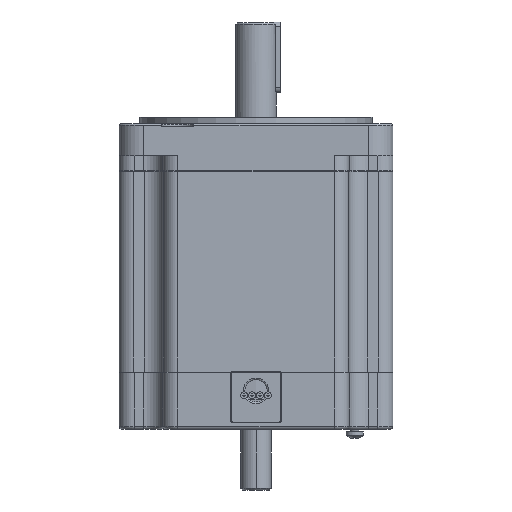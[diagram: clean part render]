
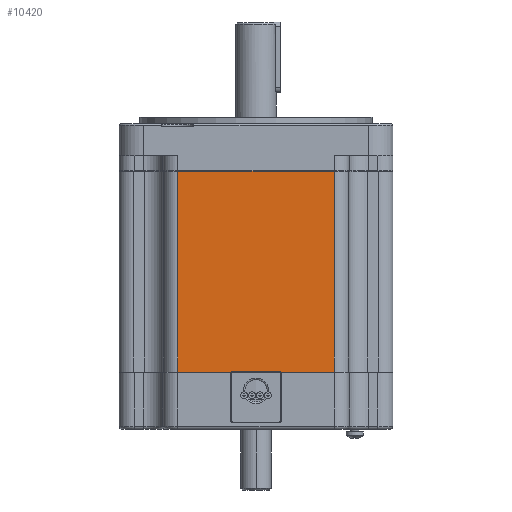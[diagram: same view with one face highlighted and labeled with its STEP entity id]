
A CAD part, front view. The second image highlights one B-rep face of the part: STEP entity #10420.
In plain terms, the highlighted planar face has unit normal (0, -1, 0).
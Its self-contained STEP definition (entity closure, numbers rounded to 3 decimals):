
#36=DIRECTION('',(1.,0.,0.));
#37=VECTOR('',#36,49.1);
#38=CARTESIAN_POINT('',(-24.55,-43.,63.));
#39=LINE('',#38,#37);
#1247=DIRECTION('',(1.,0.,0.));
#1248=VECTOR('',#1247,49.1);
#1249=CARTESIAN_POINT('',(-24.55,-43.,0.));
#1250=LINE('',#1249,#1248);
#2449=DIRECTION('',(0.,0.,1.));
#2450=VECTOR('',#2449,63.);
#2451=CARTESIAN_POINT('',(-24.55,-43.,0.));
#2452=LINE('',#2451,#2450);
#2453=DIRECTION('',(0.,0.,1.));
#2454=VECTOR('',#2453,63.);
#2455=CARTESIAN_POINT('',(24.55,-43.,0.));
#2456=LINE('',#2455,#2454);
#6335=CARTESIAN_POINT('',(-24.55,-43.,0.));
#6336=CARTESIAN_POINT('',(24.55,-43.,0.));
#6337=VERTEX_POINT('',#6335);
#6338=VERTEX_POINT('',#6336);
#6347=CARTESIAN_POINT('',(-24.55,-43.,63.));
#6348=CARTESIAN_POINT('',(24.55,-43.,63.));
#6349=VERTEX_POINT('',#6347);
#6350=VERTEX_POINT('',#6348);
#10408=CARTESIAN_POINT('',(-24.55,-43.,0.));
#10409=DIRECTION('',(0.,-1.,0.));
#10410=DIRECTION('',(1.,0.,0.));
#10411=AXIS2_PLACEMENT_3D('',#10408,#10409,#10410);
#10412=PLANE('',#10411);
#10413=ORIENTED_EDGE('',*,*,#9259,.F.);
#10414=ORIENTED_EDGE('',*,*,#10403,.T.);
#10415=ORIENTED_EDGE('',*,*,#8285,.T.);
#10417=ORIENTED_EDGE('',*,*,#10416,.F.);
#10418=EDGE_LOOP('',(#10413,#10414,#10415,#10417));
#10419=FACE_OUTER_BOUND('',#10418,.F.);
#10420=ADVANCED_FACE('',(#10419),#10412,.T.);
#8285=EDGE_CURVE('',#6349,#6350,#39,.T.);
#9259=EDGE_CURVE('',#6337,#6338,#1250,.T.);
#10403=EDGE_CURVE('',#6337,#6349,#2452,.T.);
#10416=EDGE_CURVE('',#6338,#6350,#2456,.T.);
